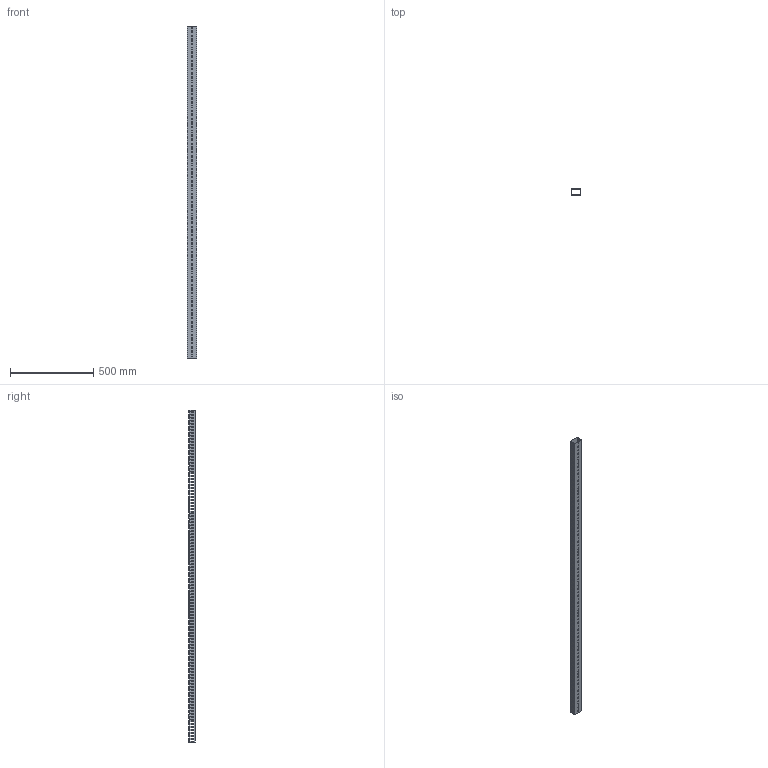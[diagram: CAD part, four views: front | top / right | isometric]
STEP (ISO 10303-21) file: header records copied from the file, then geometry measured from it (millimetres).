
FILE_DESCRIPTION (( 'STEP AP203' ), '1' );
FILE_NAME ('CKK50-060-040-1-K03 Êàáåëü êàíàë ïåðôîðèðîâàííûé 60õ40 øàã 7õ11 ÈÌÏÀÊÒ IEK.STEP', '2016-06-14T13:05:03', ( '' ), ( '' ), 'SwSTEP 2.0', 'SolidWorks 2014', '' );
FILE_SCHEMA (( 'CONFIG_CONTROL_DESIGN' ));
Products named in the file (1): CKK50-060-040-1-K03 Êàáåëü êàíàë ïåðôîðèðîâàííûé 60õ40 øàã 7õ11 ÈÌÏÀÊÒ IEK
Bounding box: 60 x 40 x 2000 mm (x, y, z)
Volume: 533653.9 mm3; surface area: 766854.5 mm2
Topology: 2 solids, 2 shells, 3456 faces, 10356 edges, 6904 vertices
Faces by surface type: plane 2852, cylinder 604
Entity records: 115563 total; most frequent: CARTESIAN_POINT 20717, ORIENTED_EDGE 20712, DIRECTION 18478, EDGE_CURVE 10356, LINE 9148, VECTOR 9148, VERTEX_POINT 6904, AXIS2_PLACEMENT_3D 4665
